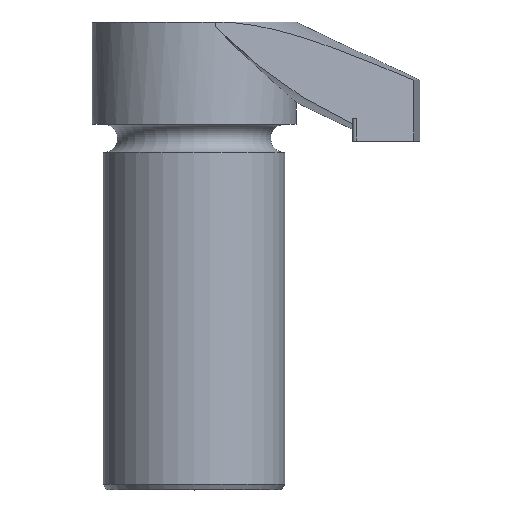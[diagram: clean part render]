
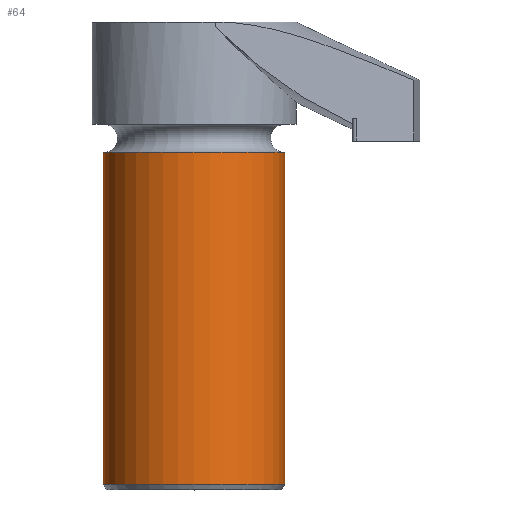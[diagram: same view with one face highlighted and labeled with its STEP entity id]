
A CAD part, top view. The second image highlights one B-rep face of the part: STEP entity #64.
In plain terms, the highlighted cylindrical face has radius 16 mm (diameter 32 mm), a full revolution.
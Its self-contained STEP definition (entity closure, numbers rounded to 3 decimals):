
#64 = ADVANCED_FACE( '', ( #144, #145 ), #146, .T. );
#144 = FACE_OUTER_BOUND( '', #242, .T. );
#145 = FACE_OUTER_BOUND( '', #243, .T. );
#146 = CYLINDRICAL_SURFACE( '', #244, 16. );
#242 = EDGE_LOOP( '', ( #360 ) );
#243 = EDGE_LOOP( '', ( #361 ) );
#244 = AXIS2_PLACEMENT_3D( '', #362, #363, #364 );
#360 = ORIENTED_EDGE( '', *, *, #528, .F. );
#361 = ORIENTED_EDGE( '', *, *, #535, .T. );
#362 = CARTESIAN_POINT( '', ( 0., 0., 0. ) );
#363 = DIRECTION( '', ( 0., 1., 0. ) );
#364 = DIRECTION( '', ( 0., 0., -1. ) );
#528 = EDGE_CURVE( '', #617, #617, #618, .T. );
#535 = EDGE_CURVE( '', #628, #628, #629, .T. );
#617 = VERTEX_POINT( '', #730 );
#618 = CIRCLE( '', #731, 16. );
#628 = VERTEX_POINT( '', #744 );
#629 = CIRCLE( '', #745, 16. );
#730 = CARTESIAN_POINT( '', ( 0., 1., -16. ) );
#731 = AXIS2_PLACEMENT_3D( '', #990, #991, #992 );
#744 = CARTESIAN_POINT( '', ( 0., 59.5, -16. ) );
#745 = AXIS2_PLACEMENT_3D( '', #999, #1000, #1001 );
#990 = CARTESIAN_POINT( '', ( 0., 1., 0. ) );
#991 = DIRECTION( '', ( 0., -1., 0. ) );
#992 = DIRECTION( '', ( 0., 0., -1. ) );
#999 = CARTESIAN_POINT( '', ( 0., 59.5, 0. ) );
#1000 = DIRECTION( '', ( 0., -1., 0. ) );
#1001 = DIRECTION( '', ( 0., 0., -1. ) );
